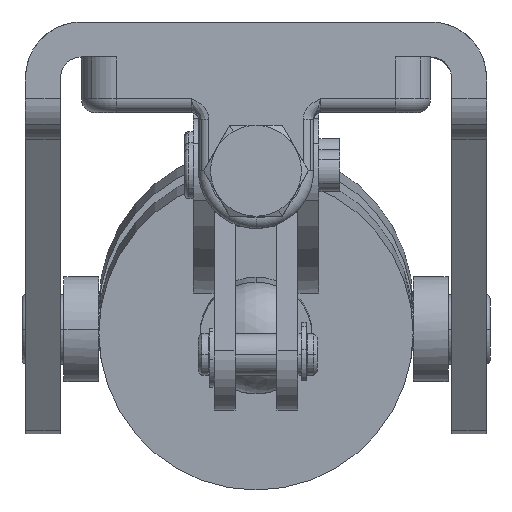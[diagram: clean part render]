
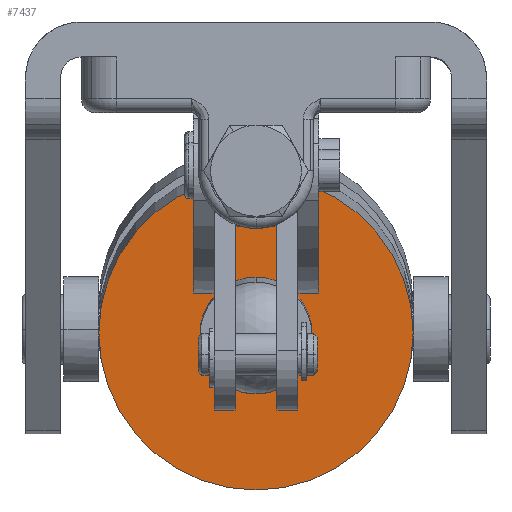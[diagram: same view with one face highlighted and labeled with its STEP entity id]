
A CAD part, left-side view. The second image highlights one B-rep face of the part: STEP entity #7437.
In plain terms, the highlighted planar face has unit normal (-0.999, 0, -0.043).
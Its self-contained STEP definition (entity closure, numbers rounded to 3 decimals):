
#6298=CARTESIAN_POINT('',(153.965,14.343,-39.507));
#6299=VERTEX_POINT('',#6298);
#6341=CARTESIAN_POINT('',(153.279,14.343,-23.522));
#6342=VERTEX_POINT('',#6341);
#6349=CARTESIAN_POINT('',(153.622,14.343,-31.515));
#6350=DIRECTION('',(0.999,0.,0.043));
#6351=DIRECTION('',(0.043,0.,-0.999));
#6352=AXIS2_PLACEMENT_3D('',#6349,#6350,#6351);
#6353=CIRCLE('',#6352,8.0);
#6354=EDGE_CURVE('',#6299,#6342,#6353,.T.);
#6784=CARTESIAN_POINT('',(154.587,14.343,-53.994));
#6785=VERTEX_POINT('',#6784);
#6792=CARTESIAN_POINT('',(152.657,14.343,-9.035));
#6793=VERTEX_POINT('',#6792);
#6794=CARTESIAN_POINT('',(153.622,14.343,-31.515));
#6795=DIRECTION('',(0.999,0.,0.043));
#6796=DIRECTION('',(0.043,0.,-0.999));
#6797=AXIS2_PLACEMENT_3D('',#6794,#6795,#6796);
#6798=CIRCLE('',#6797,22.5);
#6799=EDGE_CURVE('',#6785,#6793,#6798,.T.);
#6913=CARTESIAN_POINT('',(153.622,14.343,-31.515));
#6914=DIRECTION('',(0.999,0.,0.043));
#6915=DIRECTION('',(0.043,0.,-0.999));
#6916=AXIS2_PLACEMENT_3D('',#6913,#6914,#6915);
#6917=CIRCLE('',#6916,22.5);
#6918=EDGE_CURVE('',#6793,#6785,#6917,.T.);
#7389=CARTESIAN_POINT('',(153.622,14.343,-31.515));
#7390=DIRECTION('',(0.999,0.,0.043));
#7391=DIRECTION('',(0.043,0.,-0.999));
#7392=AXIS2_PLACEMENT_3D('',#7389,#7390,#7391);
#7393=CIRCLE('',#7392,8.0);
#7394=EDGE_CURVE('',#6342,#6299,#7393,.T.);
#7424=CARTESIAN_POINT('',(154.276,14.343,-46.751));
#7425=DIRECTION('',(-0.999,0.,-0.043));
#7426=DIRECTION('',(0.0,1.0,0.0));
#7427=AXIS2_PLACEMENT_3D('',#7424,#7425,#7426);
#7428=PLANE('',#7427);
#7429=ORIENTED_EDGE('',*,*,#6799,.F.);
#7430=ORIENTED_EDGE('',*,*,#6918,.F.);
#7431=EDGE_LOOP('',(#7429,#7430));
#7432=FACE_OUTER_BOUND('',#7431,.T.);
#7433=ORIENTED_EDGE('',*,*,#6354,.T.);
#7434=ORIENTED_EDGE('',*,*,#7394,.T.);
#7435=EDGE_LOOP('',(#7433,#7434));
#7436=FACE_BOUND('',#7435,.T.);
#7437=ADVANCED_FACE('',(#7432,#7436),#7428,.T.);
